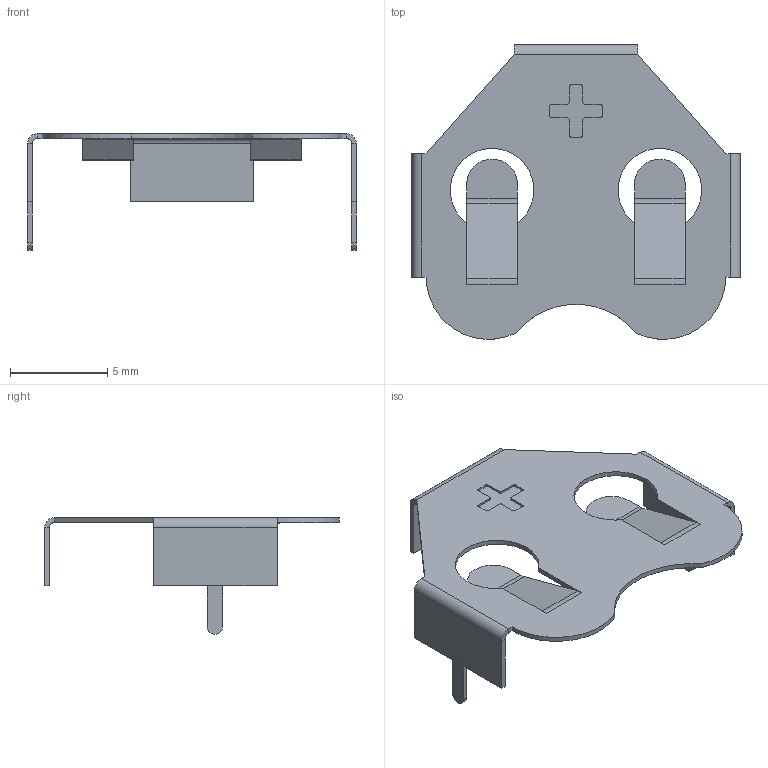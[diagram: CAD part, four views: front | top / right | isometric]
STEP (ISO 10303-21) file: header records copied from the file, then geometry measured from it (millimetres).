
FILE_DESCRIPTION(('FreeCAD Model'),'2;1');
FILE_NAME('KEYS3013.step', '2020-06-28T02:07:01',('Author'),(''), 'Open CASCADE STEP processor 7.3','FreeCAD','Unknown');
FILE_SCHEMA(('AUTOMOTIVE_DESIGN { 1 0 10303 214 1 1 1 1 }'));
Length unit declared in the file: millimetre
Products named in the file (1): KEYS3013
Bounding box: 16.91 x 15.14 x 6 mm (x, y, z)
Volume: 63.1 mm3; surface area: 544.5 mm2
Topology: 1 solids, 1 shells, 122 faces, 304 edges, 186 vertices
Faces by surface type: plane 83, cylinder 39
Entity records: 7613 total; most frequent: CARTESIAN_POINT 1353, DIRECTION 1214, LINE 756, VECTOR 756, ORIENTED_EDGE 608, PCURVE 608, DEFINITIONAL_REPRESENTATION 608, EDGE_CURVE 304
